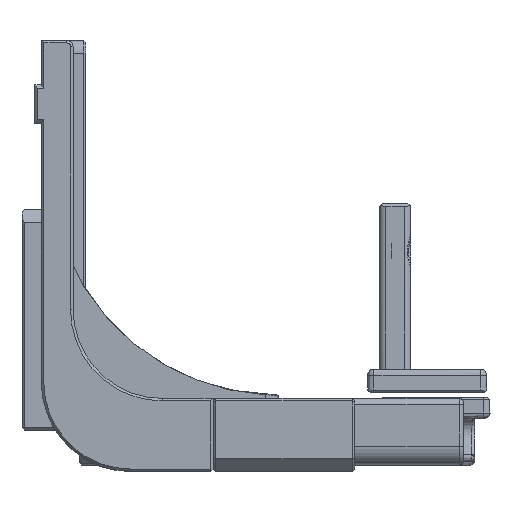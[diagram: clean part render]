
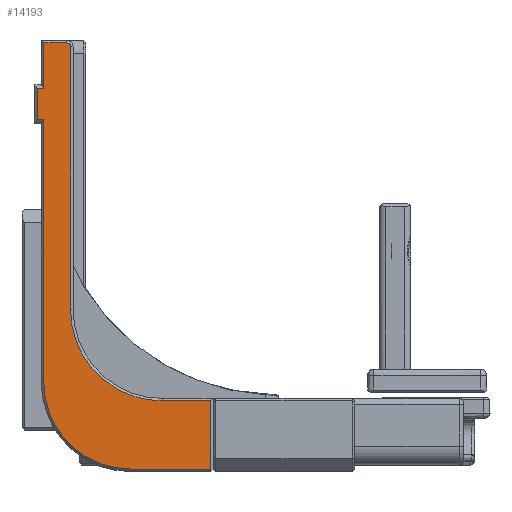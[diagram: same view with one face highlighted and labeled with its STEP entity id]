
A CAD part, left-side view. The second image highlights one B-rep face of the part: STEP entity #14193.
In plain terms, the highlighted planar face has unit normal (-1, 0, 0).
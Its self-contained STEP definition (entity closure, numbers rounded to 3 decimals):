
#948=CIRCLE('',#15270,13.6);
#959=CIRCLE('',#15315,14.4);
#960=CIRCLE('',#15318,0.6);
#1698=FACE_OUTER_BOUND('',#2563,.T.);
#2563=EDGE_LOOP('',(#12029,#12030,#12031,#12032,#12033,#12034,#12035,#12036,
#12037,#12038,#12039,#12040,#12041));
#3811=LINE('',#23091,#5215);
#3813=LINE('',#23095,#5217);
#3814=LINE('',#23104,#5218);
#3820=LINE('',#23116,#5224);
#3826=LINE('',#23129,#5230);
#3861=LINE('',#23210,#5265);
#3872=LINE('',#23237,#5276);
#3880=LINE('',#23264,#5284);
#3883=LINE('',#23273,#5287);
#3962=LINE('',#23436,#5366);
#5215=VECTOR('',#18307,10.);
#5217=VECTOR('',#18311,10.);
#5218=VECTOR('',#18322,10.);
#5224=VECTOR('',#18332,10.);
#5230=VECTOR('',#18340,10.);
#5265=VECTOR('',#18409,10.);
#5276=VECTOR('',#18438,10.);
#5284=VECTOR('',#18466,10.);
#5287=VECTOR('',#18477,10.);
#5366=VECTOR('',#18642,10.);
#6482=VERTEX_POINT('',#23083);
#6483=VERTEX_POINT('',#23085);
#6484=VERTEX_POINT('',#23089);
#6485=VERTEX_POINT('',#23093);
#6488=VERTEX_POINT('',#23103);
#6492=VERTEX_POINT('',#23115);
#6497=VERTEX_POINT('',#23126);
#6498=VERTEX_POINT('',#23128);
#6527=VERTEX_POINT('',#23209);
#6540=VERTEX_POINT('',#23255);
#6541=VERTEX_POINT('',#23257);
#6542=VERTEX_POINT('',#23261);
#6544=VERTEX_POINT('',#23267);
#8272=EDGE_CURVE('',#6483,#6482,#948,.T.);
#8274=EDGE_CURVE('',#6484,#6483,#3811,.T.);
#8276=EDGE_CURVE('',#6485,#6484,#3813,.T.);
#8279=EDGE_CURVE('',#6482,#6488,#3814,.T.);
#8285=EDGE_CURVE('',#6488,#6492,#3820,.T.);
#8291=EDGE_CURVE('',#6497,#6498,#3826,.T.);
#8331=EDGE_CURVE('',#6492,#6527,#3861,.T.);
#8346=EDGE_CURVE('',#6527,#6497,#3872,.T.);
#8358=EDGE_CURVE('',#6541,#6540,#959,.T.);
#8360=EDGE_CURVE('',#6542,#6541,#3880,.T.);
#8363=EDGE_CURVE('',#6544,#6542,#960,.T.);
#8365=EDGE_CURVE('',#6498,#6544,#3883,.T.);
#8445=EDGE_CURVE('',#6540,#6485,#3962,.T.);
#12029=ORIENTED_EDGE('',*,*,#8274,.F.);
#12030=ORIENTED_EDGE('',*,*,#8276,.F.);
#12031=ORIENTED_EDGE('',*,*,#8445,.F.);
#12032=ORIENTED_EDGE('',*,*,#8358,.F.);
#12033=ORIENTED_EDGE('',*,*,#8360,.F.);
#12034=ORIENTED_EDGE('',*,*,#8363,.F.);
#12035=ORIENTED_EDGE('',*,*,#8365,.F.);
#12036=ORIENTED_EDGE('',*,*,#8291,.F.);
#12037=ORIENTED_EDGE('',*,*,#8346,.F.);
#12038=ORIENTED_EDGE('',*,*,#8331,.F.);
#12039=ORIENTED_EDGE('',*,*,#8285,.F.);
#12040=ORIENTED_EDGE('',*,*,#8279,.F.);
#12041=ORIENTED_EDGE('',*,*,#8272,.F.);
#13528=PLANE('',#15363);
#14193=ADVANCED_FACE('',(#1698),#13528,.T.);
#15270=AXIS2_PLACEMENT_3D('',#23087,#18302,#18303);
#15315=AXIS2_PLACEMENT_3D('',#23259,#18461,#18462);
#15318=AXIS2_PLACEMENT_3D('',#23270,#18471,#18472);
#15363=AXIS2_PLACEMENT_3D('',#23435,#18640,#18641);
#18302=DIRECTION('center_axis',(1.,0.,0.));
#18303=DIRECTION('ref_axis',(0.,0.707,-0.707));
#18307=DIRECTION('',(0.,1.,0.));
#18311=DIRECTION('',(0.,0.,-1.));
#18322=DIRECTION('',(0.,0.,1.));
#18332=DIRECTION('',(0.,1.,0.));
#18340=DIRECTION('',(0.,0.,1.));
#18409=DIRECTION('',(0.,0.,1.));
#18438=DIRECTION('',(0.,-1.,0.));
#18461=DIRECTION('center_axis',(-1.,0.,0.));
#18462=DIRECTION('ref_axis',(0.,0.707,-0.707));
#18466=DIRECTION('',(0.,0.,-1.));
#18471=DIRECTION('center_axis',(1.,0.,0.));
#18472=DIRECTION('ref_axis',(0.,-0.707,0.707));
#18477=DIRECTION('',(0.,-1.,0.));
#18640=DIRECTION('center_axis',(-1.,0.,0.));
#18641=DIRECTION('ref_axis',(0.,0.,
1.));
#18642=DIRECTION('',(0.,-1.,0.));
#23083=CARTESIAN_POINT('',(110.5,349.606,5.));
#23085=CARTESIAN_POINT('',(110.5,336.006,-8.6));
#23087=CARTESIAN_POINT('Origin',(110.5,336.006,5.));
#23089=CARTESIAN_POINT('',(110.5,323.407,-8.6));
#23091=CARTESIAN_POINT('',(110.5,313.703,-8.6));
#23093=CARTESIAN_POINT('',(110.5,323.407,2.1));
#23095=CARTESIAN_POINT('',(110.5,323.407,25.222));
#23103=CARTESIAN_POINT('',(110.5,349.606,46.223));
#23104=CARTESIAN_POINT('',(110.5,349.606,38.522));
#23115=CARTESIAN_POINT('',(110.5,350.606,46.223));
#23116=CARTESIAN_POINT('',(110.5,337.331,46.223));
#23126=CARTESIAN_POINT('',(110.5,349.606,51.223));
#23128=CARTESIAN_POINT('',(110.5,349.606,58.323));
#23129=CARTESIAN_POINT('',(110.5,349.606,39.522));
#23209=CARTESIAN_POINT('',(110.5,350.606,51.223));
#23210=CARTESIAN_POINT('',(110.5,350.606,31.146));
#23237=CARTESIAN_POINT('',(110.5,337.331,51.223));
#23255=CARTESIAN_POINT('',(110.5,331.006,2.1));
#23257=CARTESIAN_POINT('',(110.5,345.406,16.5));
#23259=CARTESIAN_POINT('Origin',(110.5,331.006,16.5));
#23261=CARTESIAN_POINT('',(110.5,345.406,57.723));
#23264=CARTESIAN_POINT('',(110.5,345.406,31.653));
#23267=CARTESIAN_POINT('',(110.5,346.006,58.323));
#23270=CARTESIAN_POINT('Origin',(110.5,346.006,57.723));
#23273=CARTESIAN_POINT('',(110.5,334.031,58.323));
#23435=CARTESIAN_POINT('Origin',(110.5,322.656,25.583));
#23436=CARTESIAN_POINT('',(110.5,309.471,2.1));
